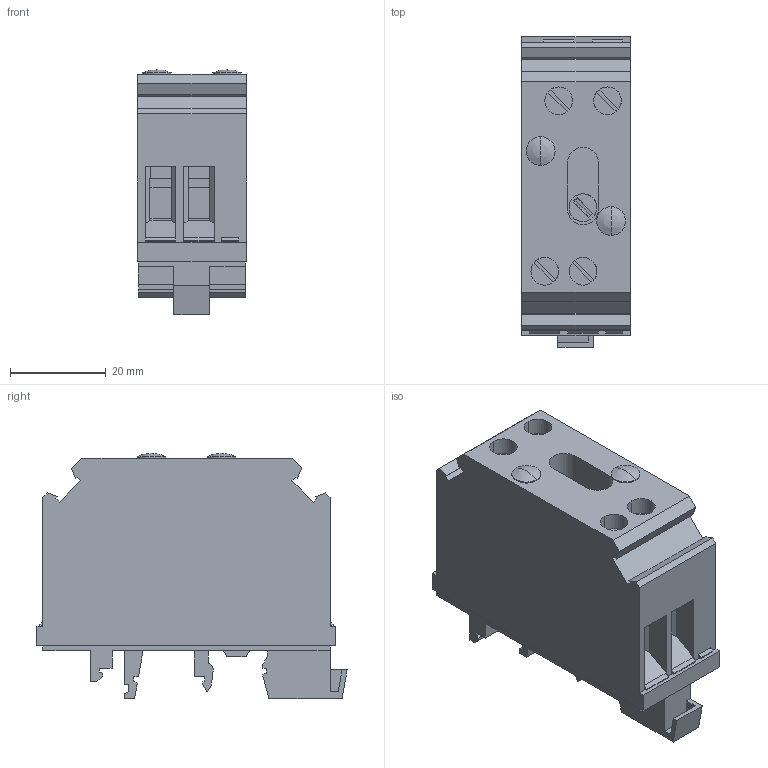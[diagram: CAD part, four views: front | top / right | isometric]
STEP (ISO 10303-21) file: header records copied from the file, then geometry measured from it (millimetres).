
FILE_DESCRIPTION(('Creo Elements/Direct Modeling STEP Export'),'2;1');
FILE_NAME('model.stp','2020-10-21T 7:15:18',(''),(''),'Creo Elements/Direct Modeling STEP processor for AP214 (Solid Model)','Creo Elements/Direct Modeling 20.1A 29-Sep-2018 (C) Parametric Technology GmbH','');
FILE_SCHEMA(('AUTOMOTIVE_DESIGN { 1 0 10303 214 1 1 1 1 }'));
Length unit declared in the file: millimetre
Products named in the file (2): GTF_76_230-Select
Assembly tree (1 placements, depth 2):
  GTF_76_230-Select
    GTF_76_230-Select
Bounding box: 22.55 x 64.76 x 51.2 mm (x, y, z)
Volume: 49556.7 mm3; surface area: 13408.6 mm2
Topology: 1 solids, 1 shells, 239 faces, 646 edges, 421 vertices
Faces by surface type: plane 211, cylinder 18, cone 6, sphere 4
Entity records: 9138 total; most frequent: CARTESIAN_POINT 1440, ORIENTED_EDGE 1280, DIRECTION 1043, EDGE_CURVE 640, VECTOR 551, LINE 551, VERTEX_POINT 421, EDGE_LOOP 257
